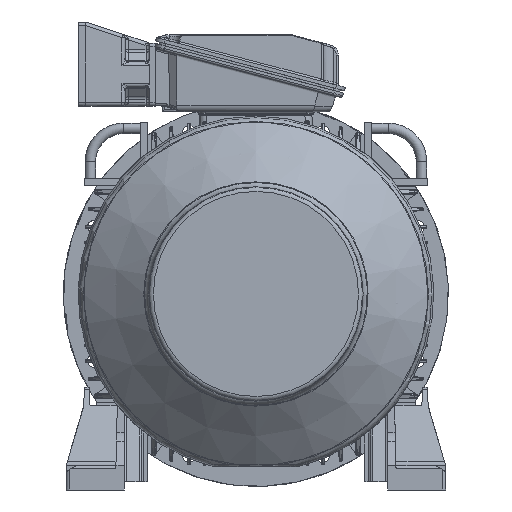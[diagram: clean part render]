
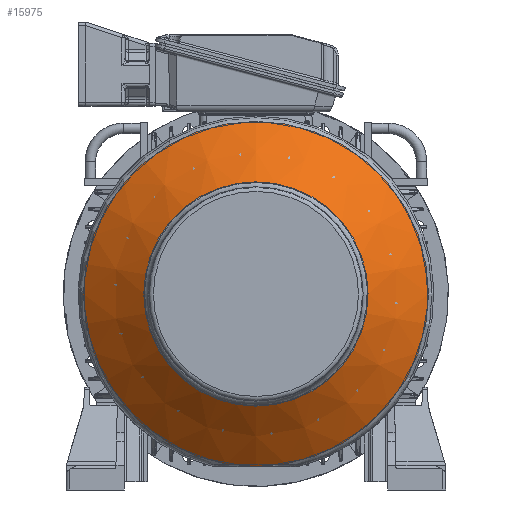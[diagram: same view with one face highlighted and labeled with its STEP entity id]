
A CAD part, left-side view. The second image highlights one B-rep face of the part: STEP entity #15975.
In plain terms, the highlighted conical face has half-angle 49.831 degrees and reference radius 160.199 mm.
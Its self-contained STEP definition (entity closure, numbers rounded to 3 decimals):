
#15975 = ADVANCED_FACE( '', ( #32396, #32397 ), #32398, .T. );
#32396 = FACE_OUTER_BOUND( '', #157930, .T. );
#32397 = FACE_BOUND( '', #157931, .T. );
#32398 = CONICAL_SURFACE( '', #157932, 160.199, 0.87 );
#157930 = EDGE_LOOP( '', ( #205523 ) );
#157931 = EDGE_LOOP( '', ( #205524 ) );
#157932 = AXIS2_PLACEMENT_3D( '', #205525, #205526, #205527 );
#205523 = ORIENTED_EDGE( '', *, *, #218515, .T. );
#205524 = ORIENTED_EDGE( '', *, *, #210772, .F. );
#205525 = CARTESIAN_POINT( '', ( -749.5, 0., 0. ) );
#205526 = DIRECTION( '', ( 1., 0., 0. ) );
#205527 = DIRECTION( '', ( 0., 0., -1. ) );
#210772 = EDGE_CURVE( '', #232720, #232720, #232721, .T. );
#218515 = EDGE_CURVE( '', #244463, #244463, #244464, .T. );
#232720 = VERTEX_POINT( '', #277003 );
#232721 = CIRCLE( '', #277004, 160.199 );
#244463 = VERTEX_POINT( '', #320532 );
#244464 = CIRCLE( '', #320533, 246.433 );
#277003 = CARTESIAN_POINT( '', ( -749.5, 0., 160.199 ) );
#277004 = AXIS2_PLACEMENT_3D( '', #354474, #354475, #354476 );
#320532 = CARTESIAN_POINT( '', ( -676.708, 0., 246.433 ) );
#320533 = AXIS2_PLACEMENT_3D( '', #363761, #363762, #363763 );
#354474 = CARTESIAN_POINT( '', ( -749.5, 0., 0. ) );
#354475 = DIRECTION( '', ( -1., 0., 0. ) );
#354476 = DIRECTION( '', ( 0., 0., 1. ) );
#363761 = CARTESIAN_POINT( '', ( -676.708, 0., 0. ) );
#363762 = DIRECTION( '', ( -1., 0., 0. ) );
#363763 = DIRECTION( '', ( 0., 0., 1. ) );
